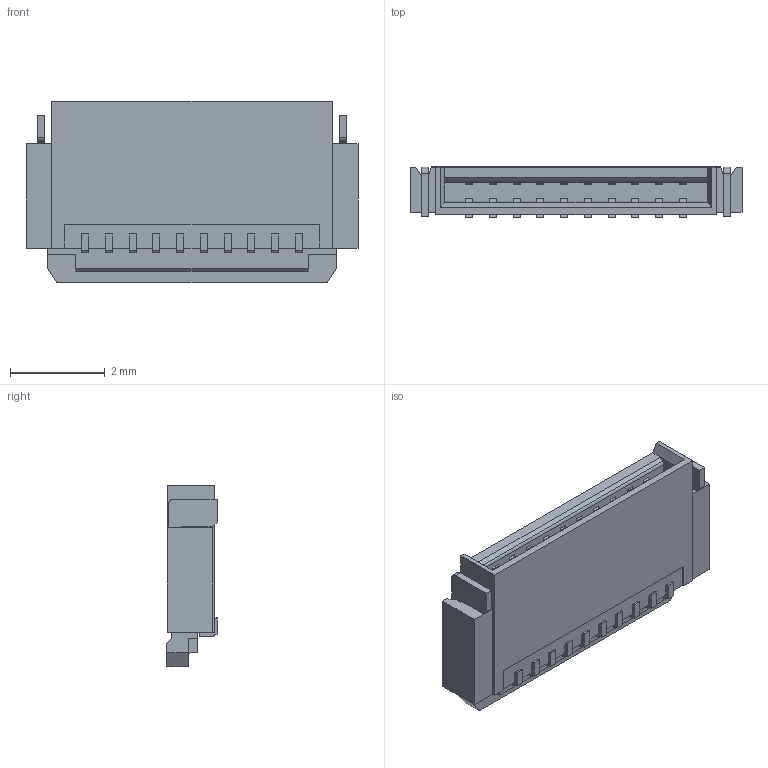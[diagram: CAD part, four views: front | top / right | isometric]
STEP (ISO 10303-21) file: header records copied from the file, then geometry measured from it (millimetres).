
FILE_DESCRIPTION(/* description */ (''),/* implementation_level */ '2;1');
FILE_NAME(/* name */ 'c-1-2328702-0-a-3d.step',/* time_stamp */ '2025-08-27T00:20:14+02:00',/* author */ (''),/* organization */ (''),/* preprocessor_version */ 'ST-DEVELOPER v20.1',/* originating_system */ 'Autodesk Translation Framework v14.10.0.0',/* authorisation */ '');
FILE_SCHEMA (('AUTOMOTIVE_DESIGN { 1 0 10303 214 3 1 1 }'));
Length unit declared in the file: millimetre
Products named in the file (1): C-1-2328702-0
Bounding box: 7 x 1.06 x 3.83 mm (x, y, z)
Volume: 17.7 mm3; surface area: 105.5 mm2
Topology: 1 solids, 1 shells, 444 faces, 1311 edges, 870 vertices
Faces by surface type: plane 338, cylinder 106
Entity records: 15207 total; most frequent: CARTESIAN_POINT 2626, ORIENTED_EDGE 2622, DIRECTION 2435, EDGE_CURVE 1311, LINE 1077, VECTOR 1077, VERTEX_POINT 870, AXIS2_PLACEMENT_3D 679
